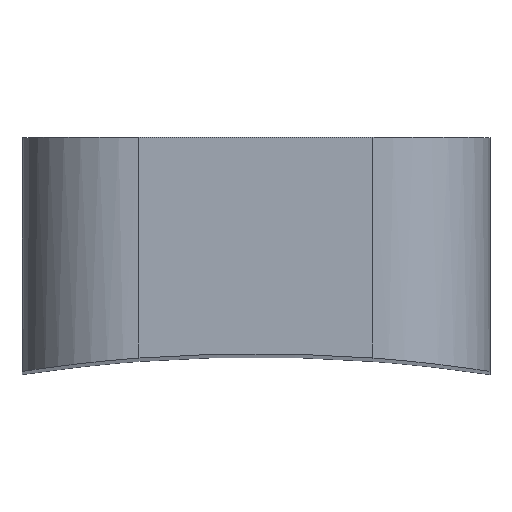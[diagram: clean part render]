
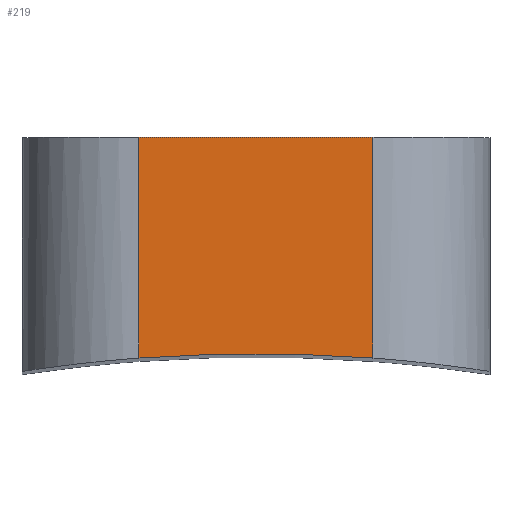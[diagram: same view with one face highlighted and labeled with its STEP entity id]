
A CAD part, top view. The second image highlights one B-rep face of the part: STEP entity #219.
In plain terms, the highlighted planar face has unit normal (0, 0, 1).
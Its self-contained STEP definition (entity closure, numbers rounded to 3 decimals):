
#32 = VERTEX_POINT('',#33);
#33 = CARTESIAN_POINT('',(-1.,0.,17.));
#40 = EDGE_CURVE('',#32,#41,#43,.T.);
#41 = VERTEX_POINT('',#42);
#42 = CARTESIAN_POINT('',(1.,0.,17.));
#43 = LINE('',#44,#45);
#44 = CARTESIAN_POINT('',(-2.,0.,17.));
#45 = VECTOR('',#46,1.);
#46 = DIRECTION('',(1.,0.,0.));
#164 = VERTEX_POINT('',#165);
#165 = CARTESIAN_POINT('',(-1.,-1.886,17.));
#182 = EDGE_CURVE('',#164,#32,#183,.T.);
#183 = LINE('',#184,#185);
#184 = CARTESIAN_POINT('',(-1.,-2.,17.));
#185 = VECTOR('',#186,1.);
#186 = DIRECTION('',(0.,1.,0.));
#219 = ADVANCED_FACE('',(#220),#239,.T.);
#220 = FACE_BOUND('',#221,.T.);
#221 = EDGE_LOOP('',(#222,#223,#224,#233));
#222 = ORIENTED_EDGE('',*,*,#40,.F.);
#223 = ORIENTED_EDGE('',*,*,#182,.F.);
#224 = ORIENTED_EDGE('',*,*,#225,.F.);
#225 = EDGE_CURVE('',#226,#164,#228,.T.);
#226 = VERTEX_POINT('',#227);
#227 = CARTESIAN_POINT('',(1.,-1.886,17.));
#228 = CIRCLE('',#229,13.27);
#229 = AXIS2_PLACEMENT_3D('',#230,#231,#232);
#230 = CARTESIAN_POINT('',(0.,-15.118,17.));
#231 = DIRECTION('',(0.,0.,1.));
#232 = DIRECTION('',(1.,0.,0.));
#233 = ORIENTED_EDGE('',*,*,#234,.F.);
#234 = EDGE_CURVE('',#41,#226,#235,.T.);
#235 = LINE('',#236,#237);
#236 = CARTESIAN_POINT('',(1.,0.,17.));
#237 = VECTOR('',#238,1.);
#238 = DIRECTION('',(0.,-1.,0.));
#239 = PLANE('',#240);
#240 = AXIS2_PLACEMENT_3D('',#241,#242,#243);
#241 = CARTESIAN_POINT('',(0.,-0.971,17.));
#242 = DIRECTION('',(0.,0.,1.));
#243 = DIRECTION('',(1.,0.,0.));
